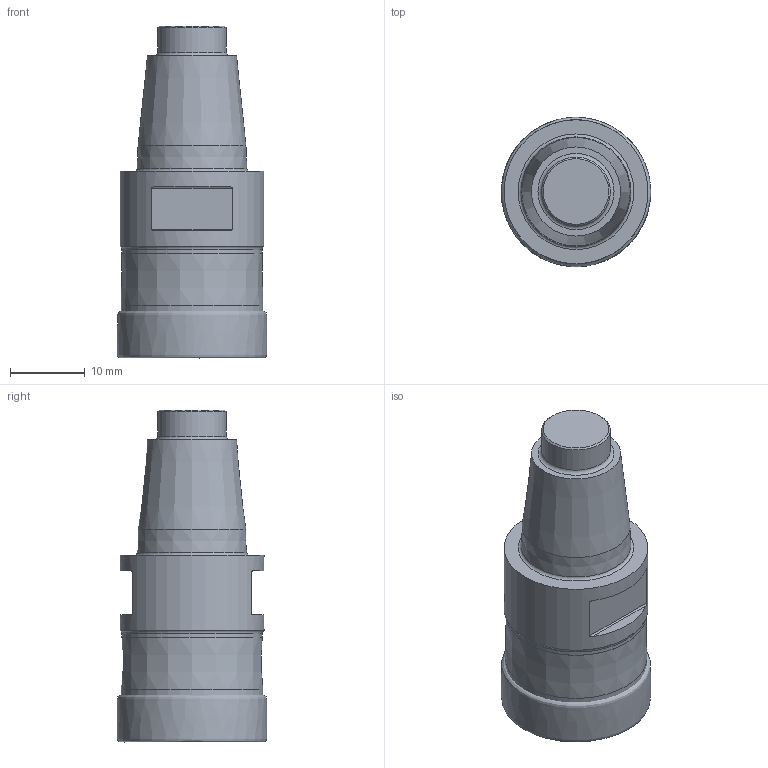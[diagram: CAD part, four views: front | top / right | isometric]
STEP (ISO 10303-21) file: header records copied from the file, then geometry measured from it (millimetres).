
FILE_DESCRIPTION(/* description */ (''),/* implementation_level */ '2;1');
FILE_NAME(/* name */ 'toolassembly_1.stp',/* time_stamp */ '2018-06-28T10:43:39+02:00',/* author */ (''),/* organization */ ('SMS'),/* preprocessor_version */ 'ST-DEVELOPER v15',/* originating_system */ 'SIEMENS PLM Software NX 8.5',/* authorisation */ '');
FILE_SCHEMA (('AUTOMOTIVE_DESIGN { 1 0 10303 214 3 1 1 1 }'));
Length unit declared in the file: millimetre
Products named in the file (4): ASSEMBLY_CONSTRUCTION; CUT_20180628104258; NOCUT_20180628104250; TOOLASSEMBLY_1
Assembly tree (3 placements, depth 2):
  TOOLASSEMBLY_1
    NOCUT_20180628104250
    CUT_20180628104258
    ASSEMBLY_CONSTRUCTION
Bounding box: 20.03 x 20.03 x 44.5 mm (x, y, z)
Volume: 10571.7 mm3; surface area: 3764.4 mm2
Topology: 2 solids, 2 shells, 36 faces, 76 edges, 56 vertices
Faces by surface type: plane 11, torus 9, cylinder 8, cone 7, bspline 1
Full cylindrical faces by diameter (mm): 9.2 x1, 18.8 x1, 19 x1, 19.3 x1
Entity records: 4905 total; most frequent: CARTESIAN_POINT 4044, DIRECTION 164, ORIENTED_EDGE 96, AXIS2_PLACEMENT_3D 76, EDGE_LOOP 60, FACE_BOUND 49, EDGE_CURVE 48, VERTEX_POINT 41
